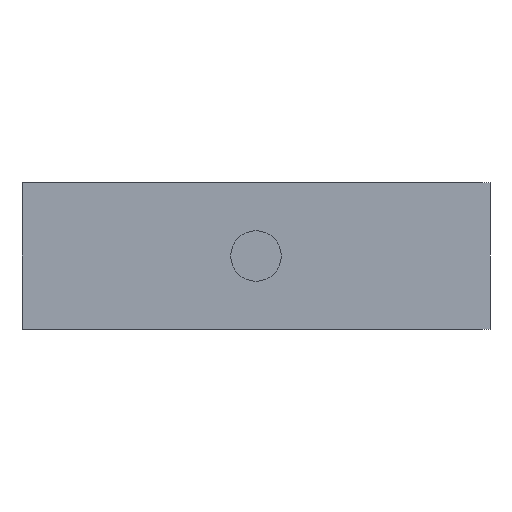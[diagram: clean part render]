
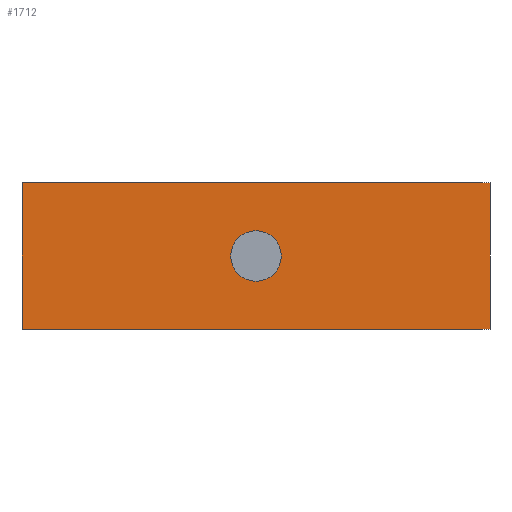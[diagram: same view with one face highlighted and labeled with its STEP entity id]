
A CAD part, front view. The second image highlights one B-rep face of the part: STEP entity #1712.
In plain terms, the highlighted planar face has unit normal (0, -1, 0).
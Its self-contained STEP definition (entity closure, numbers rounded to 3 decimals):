
#163=DIRECTION('',(1.,0.,0.));
#164=VECTOR('',#163,57.5);
#165=CARTESIAN_POINT('',(-28.75,0.,0.));
#166=LINE('',#165,#164);
#199=DIRECTION('',(1.,0.,0.));
#200=VECTOR('',#199,57.5);
#201=CARTESIAN_POINT('',(-28.75,0.,18.));
#202=LINE('',#201,#200);
#376=DIRECTION('',(0.,0.,1.));
#377=VECTOR('',#376,18.);
#378=CARTESIAN_POINT('',(28.75,0.,0.));
#379=LINE('',#378,#377);
#380=DIRECTION('',(0.,0.,1.));
#381=VECTOR('',#380,18.);
#382=CARTESIAN_POINT('',(-28.75,0.,0.));
#383=LINE('',#382,#381);
#384=CARTESIAN_POINT('',(0.,0.,9.));
#385=DIRECTION('',(0.,1.,0.));
#386=DIRECTION('',(-1.,0.,0.));
#387=AXIS2_PLACEMENT_3D('',#384,#385,#386);
#389=CARTESIAN_POINT('',(0.,0.,9.));
#390=DIRECTION('',(0.,1.,0.));
#391=DIRECTION('',(1.,0.,0.));
#392=AXIS2_PLACEMENT_3D('',#389,#390,#391);
#1074=CARTESIAN_POINT('',(-28.75,0.,0.));
#1075=CARTESIAN_POINT('',(28.75,0.,0.));
#1076=VERTEX_POINT('',#1074);
#1077=VERTEX_POINT('',#1075);
#1086=CARTESIAN_POINT('',(-28.75,0.,18.));
#1087=CARTESIAN_POINT('',(28.75,0.,18.));
#1088=VERTEX_POINT('',#1086);
#1089=VERTEX_POINT('',#1087);
#1348=CARTESIAN_POINT('',(-3.1,0.,9.));
#1349=CARTESIAN_POINT('',(3.1,0.,9.));
#1350=VERTEX_POINT('',#1348);
#1351=VERTEX_POINT('',#1349);
#1695=CARTESIAN_POINT('',(-28.75,0.,0.));
#1696=DIRECTION('',(0.,-1.,0.));
#1697=DIRECTION('',(1.,0.,0.));
#1698=AXIS2_PLACEMENT_3D('',#1695,#1696,#1697);
#1699=PLANE('',#1698);
#1700=ORIENTED_EDGE('',*,*,#1419,.F.);
#1701=ORIENTED_EDGE('',*,*,#1664,.T.);
#1702=ORIENTED_EDGE('',*,*,#1562,.T.);
#1703=ORIENTED_EDGE('',*,*,#1690,.F.);
#1704=EDGE_LOOP('',(#1700,#1701,#1702,#1703));
#1705=FACE_OUTER_BOUND('',#1704,.F.);
#1707=ORIENTED_EDGE('',*,*,#1706,.F.);
#1709=ORIENTED_EDGE('',*,*,#1708,.F.);
#1710=EDGE_LOOP('',(#1707,#1709));
#1711=FACE_BOUND('',#1710,.F.);
#388=CIRCLE('',#387,3.1);
#393=CIRCLE('',#392,3.1);
#1419=EDGE_CURVE('',#1076,#1077,#166,.T.);
#1562=EDGE_CURVE('',#1088,#1089,#202,.T.);
#1664=EDGE_CURVE('',#1076,#1088,#383,.T.);
#1690=EDGE_CURVE('',#1077,#1089,#379,.T.);
#1706=EDGE_CURVE('',#1350,#1351,#388,.T.);
#1708=EDGE_CURVE('',#1351,#1350,#393,.T.);
#1712=ADVANCED_FACE('',(#1705,#1711),#1699,.T.);
